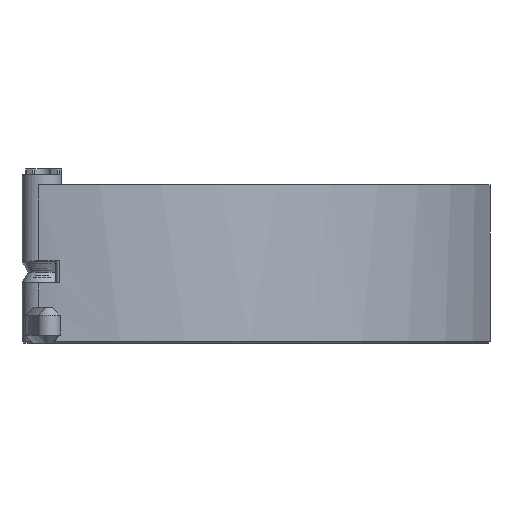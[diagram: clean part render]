
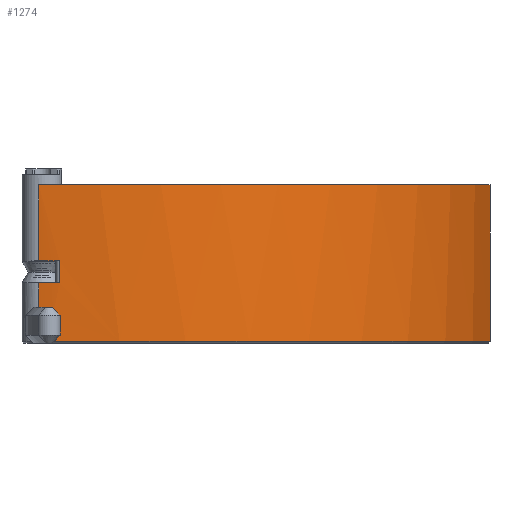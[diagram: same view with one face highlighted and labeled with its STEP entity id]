
A CAD part, left-side view. The second image highlights one B-rep face of the part: STEP entity #1274.
In plain terms, the highlighted cylindrical face has radius 100 mm (diameter 200 mm), a partial arc.
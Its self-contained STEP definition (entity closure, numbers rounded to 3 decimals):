
#315 = VERTEX_POINT('',#316);
#316 = CARTESIAN_POINT('',(-98.769,15.643,0.));
#325 = EDGE_CURVE('',#326,#315,#328,.T.);
#326 = VERTEX_POINT('',#327);
#327 = CARTESIAN_POINT('',(-98.769,15.643,-19.2));
#328 = LINE('',#329,#330);
#329 = CARTESIAN_POINT('',(-98.769,15.643,-40.));
#330 = VECTOR('',#331,1.);
#331 = DIRECTION('',(0.,0.,1.));
#526 = EDGE_CURVE('',#315,#527,#529,.T.);
#527 = VERTEX_POINT('',#528);
#528 = CARTESIAN_POINT('',(-17.365,-98.481,
    0.));
#529 = CIRCLE('',#530,100.);
#530 = AXIS2_PLACEMENT_3D('',#531,#532,#533);
#531 = CARTESIAN_POINT('',(0.,0.,0.));
#532 = DIRECTION('',(0.,0.,1.));
#533 = DIRECTION('',(-0.988,0.156,0.));
#1274 = ADVANCED_FACE('',(#1275),#1391,.T.);
#1275 = FACE_BOUND('',#1276,.T.);
#1276 = EDGE_LOOP('',(#1277,#1288,#1297,#1305,#1314,#1324,#1332,#1342,
    #1351,#1360,#1366,#1367,#1368,#1377,#1386));
#1277 = ORIENTED_EDGE('',*,*,#1278,.F.);
#1278 = EDGE_CURVE('',#1279,#1281,#1283,.T.);
#1279 = VERTEX_POINT('',#1280);
#1280 = CARTESIAN_POINT('',(-99.109,13.317,-24.8));
#1281 = VERTEX_POINT('',#1282);
#1282 = CARTESIAN_POINT('',(-99.457,10.405,-24.8));
#1283 = CIRCLE('',#1284,100.);
#1284 = AXIS2_PLACEMENT_3D('',#1285,#1286,#1287);
#1285 = CARTESIAN_POINT('',(0.,0.,
    -24.8));
#1286 = DIRECTION('',(0.,0.,1.));
#1287 = DIRECTION('',(-0.156,-0.988,0.)
  );
#1288 = ORIENTED_EDGE('',*,*,#1289,.F.);
#1289 = EDGE_CURVE('',#1290,#1279,#1292,.T.);
#1290 = VERTEX_POINT('',#1291);
#1291 = CARTESIAN_POINT('',(-98.769,15.643,-24.8));
#1292 = CIRCLE('',#1293,100.);
#1293 = AXIS2_PLACEMENT_3D('',#1294,#1295,#1296);
#1294 = CARTESIAN_POINT('',(0.,0.,
    -24.8));
#1295 = DIRECTION('',(0.,0.,1.));
#1296 = DIRECTION('',(-0.988,0.156,0.));
#1297 = ORIENTED_EDGE('',*,*,#1298,.F.);
#1298 = EDGE_CURVE('',#1299,#1290,#1301,.T.);
#1299 = VERTEX_POINT('',#1300);
#1300 = CARTESIAN_POINT('',(-98.769,15.643,-31.));
#1301 = LINE('',#1302,#1303);
#1302 = CARTESIAN_POINT('',(-98.769,15.643,-40.));
#1303 = VECTOR('',#1304,1.);
#1304 = DIRECTION('',(0.,0.,1.));
#1305 = ORIENTED_EDGE('',*,*,#1306,.T.);
#1306 = EDGE_CURVE('',#1299,#1307,#1309,.T.);
#1307 = VERTEX_POINT('',#1308);
#1308 = CARTESIAN_POINT('',(-99.014,14.007,-31.));
#1309 = CIRCLE('',#1310,100.);
#1310 = AXIS2_PLACEMENT_3D('',#1311,#1312,#1313);
#1311 = CARTESIAN_POINT('',(0.,0.,-31.
    ));
#1312 = DIRECTION('',(0.,0.,1.));
#1313 = DIRECTION('',(-0.988,0.156,0.));
#1314 = ORIENTED_EDGE('',*,*,#1315,.T.);
#1315 = EDGE_CURVE('',#1307,#1316,#1318,.T.);
#1316 = VERTEX_POINT('',#1317);
#1317 = CARTESIAN_POINT('',(-99.276,12.013,-33.));
#1318 = B_SPLINE_CURVE_WITH_KNOTS('',4,(#1319,#1320,#1321,#1322,#1323),
  .UNSPECIFIED.,.F.,.F.,(5,5),(0.,1.),.PIECEWISE_BEZIER_KNOTS.);
#1319 = CARTESIAN_POINT('',(-99.014,14.007,-31.));
#1320 = CARTESIAN_POINT('',(-99.085,13.509,
    -31.5));
#1321 = CARTESIAN_POINT('',(-99.152,13.011,
    -32.));
#1322 = CARTESIAN_POINT('',(-99.215,12.512,
    -32.5));
#1323 = CARTESIAN_POINT('',(-99.276,12.013,-33.));
#1324 = ORIENTED_EDGE('',*,*,#1325,.F.);
#1325 = EDGE_CURVE('',#1326,#1316,#1328,.T.);
#1326 = VERTEX_POINT('',#1327);
#1327 = CARTESIAN_POINT('',(-99.276,12.013,-38.));
#1328 = LINE('',#1329,#1330);
#1329 = CARTESIAN_POINT('',(-99.276,12.013,-40.));
#1330 = VECTOR('',#1331,1.);
#1331 = DIRECTION('',(0.,0.,1.));
#1332 = ORIENTED_EDGE('',*,*,#1333,.T.);
#1333 = EDGE_CURVE('',#1326,#1334,#1336,.T.);
#1334 = VERTEX_POINT('',#1335);
#1335 = CARTESIAN_POINT('',(-99.07,13.608,-39.6));
#1336 = B_SPLINE_CURVE_WITH_KNOTS('',4,(#1337,#1338,#1339,#1340,#1341),
  .UNSPECIFIED.,.F.,.F.,(5,5),(0.,1.),.PIECEWISE_BEZIER_KNOTS.);
#1337 = CARTESIAN_POINT('',(-99.276,12.013,-38.));
#1338 = CARTESIAN_POINT('',(-99.215,12.512,
    -38.5));
#1339 = CARTESIAN_POINT('',(-99.152,13.011,
    -39.));
#1340 = CARTESIAN_POINT('',(-99.085,13.509,
    -39.5));
#1341 = CARTESIAN_POINT('',(-99.014,14.007,-40.));
#1342 = ORIENTED_EDGE('',*,*,#1343,.T.);
#1343 = EDGE_CURVE('',#1334,#1344,#1346,.T.);
#1344 = VERTEX_POINT('',#1345);
#1345 = CARTESIAN_POINT('',(-99.276,12.013,-39.6));
#1346 = CIRCLE('',#1347,100.);
#1347 = AXIS2_PLACEMENT_3D('',#1348,#1349,#1350);
#1348 = CARTESIAN_POINT('',(0.,0.,
    -39.6));
#1349 = DIRECTION('',(0.,0.,1.));
#1350 = DIRECTION('',(-0.99,0.14,0.)
  );
#1351 = ORIENTED_EDGE('',*,*,#1352,.T.);
#1352 = EDGE_CURVE('',#1344,#1353,#1355,.T.);
#1353 = VERTEX_POINT('',#1354);
#1354 = CARTESIAN_POINT('',(-17.365,-98.481,-39.6));
#1355 = CIRCLE('',#1356,100.);
#1356 = AXIS2_PLACEMENT_3D('',#1357,#1358,#1359);
#1357 = CARTESIAN_POINT('',(0.,0.,
    -39.6));
#1358 = DIRECTION('',(0.,0.,1.));
#1359 = DIRECTION('',(-0.993,0.12,0.)
  );
#1360 = ORIENTED_EDGE('',*,*,#1361,.T.);
#1361 = EDGE_CURVE('',#1353,#527,#1362,.T.);
#1362 = LINE('',#1363,#1364);
#1363 = CARTESIAN_POINT('',(-17.365,-98.481,-40.));
#1364 = VECTOR('',#1365,1.);
#1365 = DIRECTION('',(0.,0.,1.));
#1366 = ORIENTED_EDGE('',*,*,#526,.F.);
#1367 = ORIENTED_EDGE('',*,*,#325,.F.);
#1368 = ORIENTED_EDGE('',*,*,#1369,.T.);
#1369 = EDGE_CURVE('',#326,#1370,#1372,.T.);
#1370 = VERTEX_POINT('',#1371);
#1371 = CARTESIAN_POINT('',(-99.109,13.317,-19.2));
#1372 = CIRCLE('',#1373,100.);
#1373 = AXIS2_PLACEMENT_3D('',#1374,#1375,#1376);
#1374 = CARTESIAN_POINT('',(0.,0.,
    -19.2));
#1375 = DIRECTION('',(0.,0.,1.));
#1376 = DIRECTION('',(-0.988,0.156,0.));
#1377 = ORIENTED_EDGE('',*,*,#1378,.T.);
#1378 = EDGE_CURVE('',#1370,#1379,#1381,.T.);
#1379 = VERTEX_POINT('',#1380);
#1380 = CARTESIAN_POINT('',(-99.457,10.405,-19.2));
#1381 = CIRCLE('',#1382,100.);
#1382 = AXIS2_PLACEMENT_3D('',#1383,#1384,#1385);
#1383 = CARTESIAN_POINT('',(0.,0.,
    -19.2));
#1384 = DIRECTION('',(0.,0.,1.));
#1385 = DIRECTION('',(-0.156,-0.988,0.)
  );
#1386 = ORIENTED_EDGE('',*,*,#1387,.F.);
#1387 = EDGE_CURVE('',#1281,#1379,#1388,.T.);
#1388 = B_SPLINE_CURVE_WITH_KNOTS('',1,(#1389,#1390),.UNSPECIFIED.,.F.,
  .F.,(2,2),(-2.912,8.512),.PIECEWISE_BEZIER_KNOTS.);
#1389 = CARTESIAN_POINT('',(-99.457,10.405,-27.712));
#1390 = CARTESIAN_POINT('',(-99.457,10.405,-16.288));
#1391 = CYLINDRICAL_SURFACE('',#1392,100.);
#1392 = AXIS2_PLACEMENT_3D('',#1393,#1394,#1395);
#1393 = CARTESIAN_POINT('',(0.,0.,-40.)
  );
#1394 = DIRECTION('',(0.,0.,1.));
#1395 = DIRECTION('',(-0.988,0.156,0.));
